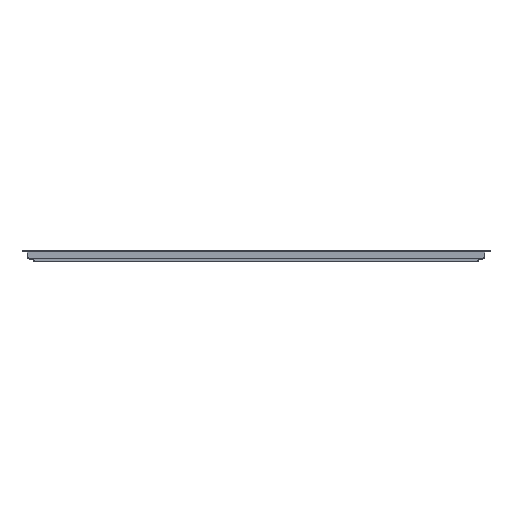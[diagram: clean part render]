
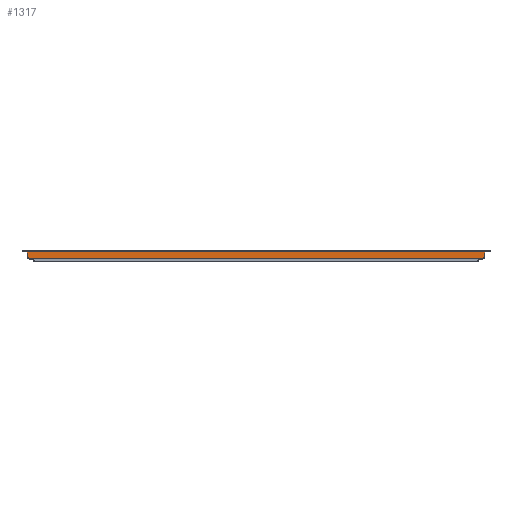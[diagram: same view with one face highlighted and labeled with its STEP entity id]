
A CAD part, top view. The second image highlights one B-rep face of the part: STEP entity #1317.
In plain terms, the highlighted planar face has unit normal (0, 0, 1).
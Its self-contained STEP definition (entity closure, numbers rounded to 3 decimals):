
#17 = EDGE_CURVE ( 'NONE', #514, #3035, #1500, .T. ) ;
#101 = VERTEX_POINT ( 'NONE', #2210 ) ;
#243 = PLANE ( 'NONE',  #1247 ) ;
#263 = CARTESIAN_POINT ( 'NONE',  ( -428.25, -3., 47.45 ) ) ;
#287 = CARTESIAN_POINT ( 'NONE',  ( -428.25, -10., 47.45 ) ) ;
#299 = ORIENTED_EDGE ( 'NONE', *, *, #3176, .T. ) ;
#331 = DIRECTION ( 'NONE',  ( 0., 0., 1. ) ) ;
#340 = CARTESIAN_POINT ( 'NONE',  ( 428.25, -10., 47.45 ) ) ;
#389 = DIRECTION ( 'NONE',  ( -1., 0., 0. ) ) ;
#475 = CARTESIAN_POINT ( 'NONE',  ( 0., 0., 47.45 ) ) ;
#484 = AXIS2_PLACEMENT_3D ( 'NONE', #2283, #331, #1701 ) ;
#514 = VERTEX_POINT ( 'NONE', #287 ) ;
#548 = DIRECTION ( 'NONE',  ( 0., -1., 0. ) ) ;
#589 = EDGE_LOOP ( 'NONE', ( #1193, #2021, #1374, #1379, #1914, #299 ) ) ;
#642 = LINE ( 'NONE', #657, #1253 ) ;
#657 = CARTESIAN_POINT ( 'NONE',  ( 0., -3., 47.45 ) ) ;
#799 = EDGE_CURVE ( 'NONE', #3393, #3035, #1121, .T. ) ;
#819 = CARTESIAN_POINT ( 'NONE',  ( 428.25, -15., 47.45 ) ) ;
#879 = EDGE_CURVE ( 'NONE', #101, #3516, #2200, .T. ) ;
#886 = LINE ( 'NONE', #3321, #3381 ) ;
#1121 = LINE ( 'NONE', #3257, #2396 ) ;
#1193 = ORIENTED_EDGE ( 'NONE', *, *, #1705, .F. ) ;
#1247 = AXIS2_PLACEMENT_3D ( 'NONE', #475, #2192, #3348 ) ;
#1253 = VECTOR ( 'NONE', #389, 1000. ) ;
#1256 = VERTEX_POINT ( 'NONE', #263 ) ;
#1317 = ADVANCED_FACE ( 'NONE', ( #2981 ), #243, .T. ) ;
#1374 = ORIENTED_EDGE ( 'NONE', *, *, #799, .F. ) ;
#1379 = ORIENTED_EDGE ( 'NONE', *, *, #1524, .T. ) ;
#1500 = CIRCLE ( 'NONE', #484, 5. ) ;
#1524 = EDGE_CURVE ( 'NONE', #3393, #3516, #2821, .T. ) ;
#1599 = CARTESIAN_POINT ( 'NONE',  ( 423.25, -15., 47.45 ) ) ;
#1701 = DIRECTION ( 'NONE',  ( 0., -1., 0. ) ) ;
#1705 = EDGE_CURVE ( 'NONE', #514, #1256, #886, .T. ) ;
#1908 = DIRECTION ( 'NONE',  ( -1., 0., 0. ) ) ;
#1914 = ORIENTED_EDGE ( 'NONE', *, *, #879, .F. ) ;
#1989 = CARTESIAN_POINT ( 'NONE',  ( -423.25, -15., 47.45 ) ) ;
#2021 = ORIENTED_EDGE ( 'NONE', *, *, #17, .T. ) ;
#2192 = DIRECTION ( 'NONE',  ( 0., 0., 1. ) ) ;
#2200 = LINE ( 'NONE', #819, #3200 ) ;
#2210 = CARTESIAN_POINT ( 'NONE',  ( 428.25, -3., 47.45 ) ) ;
#2237 = DIRECTION ( 'NONE',  ( 0., 1., 0. ) ) ;
#2283 = CARTESIAN_POINT ( 'NONE',  ( -423.25, -10., 47.45 ) ) ;
#2396 = VECTOR ( 'NONE', #1908, 1000. ) ;
#2470 = AXIS2_PLACEMENT_3D ( 'NONE', #3188, #3454, #2655 ) ;
#2655 = DIRECTION ( 'NONE',  ( 0., -1., 0. ) ) ;
#2821 = CIRCLE ( 'NONE', #2470, 5. ) ;
#2981 = FACE_OUTER_BOUND ( 'NONE', #589, .T. ) ;
#3035 = VERTEX_POINT ( 'NONE', #1989 ) ;
#3176 = EDGE_CURVE ( 'NONE', #101, #1256, #642, .T. ) ;
#3188 = CARTESIAN_POINT ( 'NONE',  ( 423.25, -10., 47.45 ) ) ;
#3200 = VECTOR ( 'NONE', #548, 1000. ) ;
#3257 = CARTESIAN_POINT ( 'NONE',  ( -428.25, -15., 47.45 ) ) ;
#3321 = CARTESIAN_POINT ( 'NONE',  ( -428.25, -1.5, 47.45 ) ) ;
#3348 = DIRECTION ( 'NONE',  ( 0., -1., 0. ) ) ;
#3381 = VECTOR ( 'NONE', #2237, 1000. ) ;
#3393 = VERTEX_POINT ( 'NONE', #1599 ) ;
#3454 = DIRECTION ( 'NONE',  ( 0., 0., 1. ) ) ;
#3516 = VERTEX_POINT ( 'NONE', #340 ) ;
